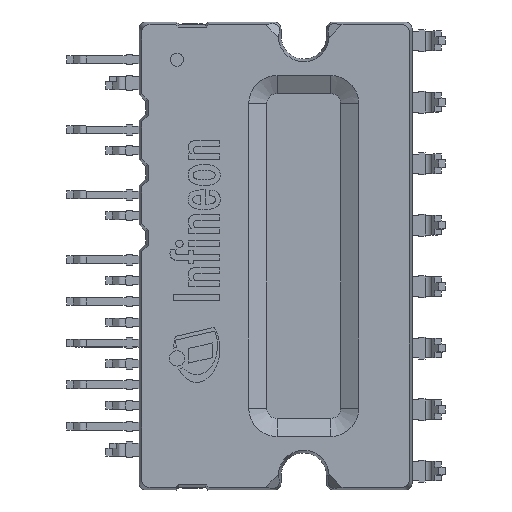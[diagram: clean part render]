
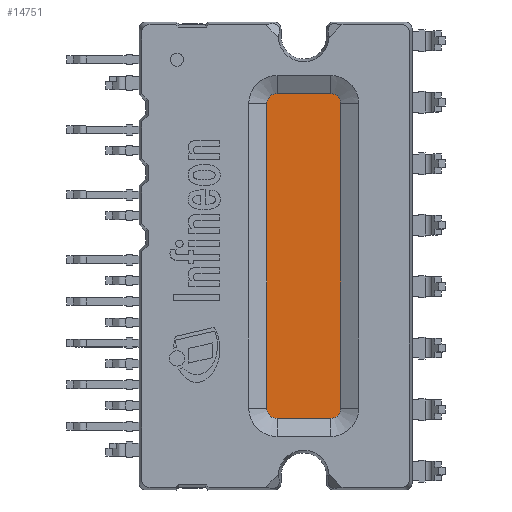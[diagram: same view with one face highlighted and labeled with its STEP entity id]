
A CAD part, top view. The second image highlights one B-rep face of the part: STEP entity #14751.
In plain terms, the highlighted planar face has unit normal (0, 0, 1).
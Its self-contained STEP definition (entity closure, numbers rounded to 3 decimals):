
#1048=FACE_OUTER_BOUND('',#1848,.T.);
#1848=EDGE_LOOP('',(#13042,#13043,#13044,#13045,#13046,#13047,#13048,#13049));
#3508=LINE('',#24066,#5223);
#3511=LINE('',#24074,#5226);
#3513=LINE('',#24078,#5228);
#3514=LINE('',#24082,#5229);
#5223=VECTOR('',#19749,1.);
#5226=VECTOR('',#19758,1.);
#5228=VECTOR('',#19762,1.);
#5229=VECTOR('',#19765,1.);
#5711=CIRCLE('',#15939,0.8);
#5712=CIRCLE('',#15942,0.8);
#5713=CIRCLE('',#15945,0.8);
#5714=CIRCLE('',#15946,0.8);
#7023=VERTEX_POINT('',#24059);
#7024=VERTEX_POINT('',#24061);
#7025=VERTEX_POINT('',#24065);
#7026=VERTEX_POINT('',#24069);
#7027=VERTEX_POINT('',#24073);
#7028=VERTEX_POINT('',#24077);
#7029=VERTEX_POINT('',#24079);
#7030=VERTEX_POINT('',#24081);
#9057=EDGE_CURVE('',#7023,#7024,#5711,.T.);
#9059=EDGE_CURVE('',#7024,#7025,#3508,.T.);
#9061=EDGE_CURVE('',#7025,#7026,#5712,.T.);
#9063=EDGE_CURVE('',#7026,#7027,#3511,.T.);
#9065=EDGE_CURVE('',#7028,#7023,#3513,.T.);
#9066=EDGE_CURVE('',#7029,#7028,#5713,.T.);
#9067=EDGE_CURVE('',#7030,#7029,#3514,.T.);
#9068=EDGE_CURVE('',#7027,#7030,#5714,.T.);
#13042=ORIENTED_EDGE('',*,*,#9057,.F.);
#13043=ORIENTED_EDGE('',*,*,#9065,.F.);
#13044=ORIENTED_EDGE('',*,*,#9066,.F.);
#13045=ORIENTED_EDGE('',*,*,#9067,.F.);
#13046=ORIENTED_EDGE('',*,*,#9068,.F.);
#13047=ORIENTED_EDGE('',*,*,#9063,.F.);
#13048=ORIENTED_EDGE('',*,*,#9061,.F.);
#13049=ORIENTED_EDGE('',*,*,#9059,.F.);
#13976=PLANE('',#15944);
#14751=ADVANCED_FACE('',(#1048),#13976,.F.);
#15939=AXIS2_PLACEMENT_3D('',#24062,#19744,#19745);
#15942=AXIS2_PLACEMENT_3D('',#24070,#19753,#19754);
#15944=AXIS2_PLACEMENT_3D('',#24076,#19760,#19761);
#15945=AXIS2_PLACEMENT_3D('',#24080,#19763,#19764);
#15946=AXIS2_PLACEMENT_3D('',#24083,#19766,#19767);
#19744=DIRECTION('center_axis',(0.,0.,
-1.));
#19745=DIRECTION('ref_axis',(-0.707,0.707,0.));
#19749=DIRECTION('',(1.,0.,0.));
#19753=DIRECTION('center_axis',(0.,0.,
-1.));
#19754=DIRECTION('ref_axis',(0.707,0.707,0.));
#19758=DIRECTION('',(0.,-1.,0.));
#19760=DIRECTION('center_axis',(0.,0.,
-1.));
#19761=DIRECTION('ref_axis',(0.,1.,0.));
#19762=DIRECTION('',(0.,1.,0.));
#19763=DIRECTION('center_axis',(0.,0.,
-1.));
#19764=DIRECTION('ref_axis',(-0.707,-0.707,0.));
#19765=DIRECTION('',(-1.,0.,0.));
#19766=DIRECTION('center_axis',(0.,0.,
-1.));
#19767=DIRECTION('ref_axis',(0.707,-0.707,0.));
#24059=CARTESIAN_POINT('',(-0.676,11.696,-3.));
#24061=CARTESIAN_POINT('',(0.124,12.496,-3.));
#24062=CARTESIAN_POINT('Origin',(0.124,11.696,-3.));
#24065=CARTESIAN_POINT('',(4.216,12.496,-3.));
#24066=CARTESIAN_POINT('',(0.124,12.496,-3.));
#24069=CARTESIAN_POINT('',(5.016,11.696,-3.));
#24070=CARTESIAN_POINT('Origin',(4.216,11.696,-3.));
#24073=CARTESIAN_POINT('',(5.016,-11.696,-3.));
#24074=CARTESIAN_POINT('',(5.016,11.696,-3.));
#24076=CARTESIAN_POINT('Origin',(2.17,0.,
-3.));
#24077=CARTESIAN_POINT('',(-0.676,-11.696,-3.));
#24078=CARTESIAN_POINT('',(-0.676,-11.696,-3.));
#24079=CARTESIAN_POINT('',(0.124,-12.496,-3.));
#24080=CARTESIAN_POINT('Origin',(0.124,-11.696,-3.));
#24081=CARTESIAN_POINT('',(4.216,-12.496,-3.));
#24082=CARTESIAN_POINT('',(4.216,-12.496,-3.));
#24083=CARTESIAN_POINT('Origin',(4.216,-11.696,-3.));
